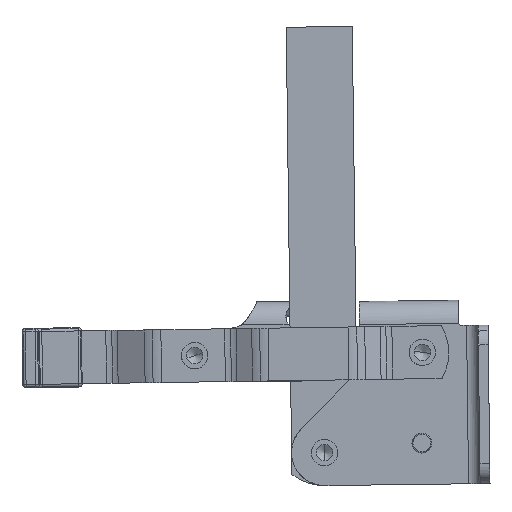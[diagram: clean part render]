
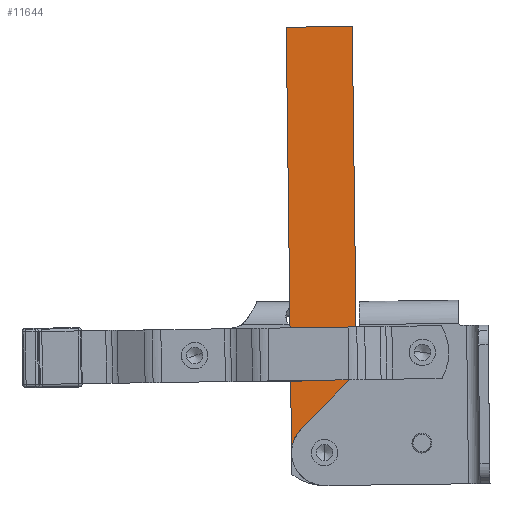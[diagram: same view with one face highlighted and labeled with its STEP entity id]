
A CAD part, front view. The second image highlights one B-rep face of the part: STEP entity #11644.
In plain terms, the highlighted planar face has unit normal (0, -1, 0).
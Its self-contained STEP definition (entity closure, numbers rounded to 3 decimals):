
#6160=CARTESIAN_POINT('',(-97.624,-57.014,-160.513));
#6161=VERTEX_POINT('',#6160);
#6177=CARTESIAN_POINT('',(-103.258,-57.014,-162.911));
#6178=VERTEX_POINT('',#6177);
#6185=CARTESIAN_POINT('',(-103.336,-57.014,-154.912));
#6186=DIRECTION('',(0.,1.0,0.));
#6187=DIRECTION('',(0.714,0.,-0.7));
#6188=AXIS2_PLACEMENT_3D('',#6185,#6186,#6187);
#6189=CIRCLE('',#6188,8.0);
#6190=EDGE_CURVE('',#6161,#6178,#6189,.T.);
#11125=CARTESIAN_POINT('',(-111.664,-57.014,-146.993));
#11126=VERTEX_POINT('',#11125);
#11133=CARTESIAN_POINT('',(-113.443,-57.014,-146.429));
#11134=VERTEX_POINT('',#11133);
#11135=CARTESIAN_POINT('',(-111.693,-57.014,-143.993));
#11136=DIRECTION('',(0.,-1.,0.));
#11137=DIRECTION('',(0.01,0.,-1.));
#11138=AXIS2_PLACEMENT_3D('',#11135,#11136,#11137);
#11139=CIRCLE('',#11138,3.0);
#11140=EDGE_CURVE('',#11134,#11126,#11139,.T.);
#11254=CARTESIAN_POINT('',(-103.414,-57.014,-146.912));
#11255=VERTEX_POINT('',#11254);
#11256=CARTESIAN_POINT('',(-103.336,-57.014,-154.912));
#11257=DIRECTION('',(0.,1.0,0.));
#11258=DIRECTION('',(0.714,0.,-0.7));
#11259=AXIS2_PLACEMENT_3D('',#11256,#11257,#11258);
#11260=CIRCLE('',#11259,8.0);
#11261=EDGE_CURVE('',#11255,#6161,#11260,.T.);
#11296=CARTESIAN_POINT('',(-113.236,-57.014,-163.009));
#11297=VERTEX_POINT('',#11296);
#11304=CARTESIAN_POINT('',(-103.258,-57.014,-162.911));
#11305=DIRECTION('',(-1.,0.,-0.01));
#11306=VECTOR('',#11305,9.978);
#11307=LINE('',#11304,#11306);
#11308=EDGE_CURVE('',#6178,#11297,#11307,.T.);
#11366=CARTESIAN_POINT('',(-111.664,-57.014,-146.993));
#11367=DIRECTION('',(1.,0.,0.01));
#11368=VECTOR('',#11367,8.25);
#11369=LINE('',#11366,#11368);
#11370=EDGE_CURVE('',#11126,#11255,#11369,.T.);
#11576=CARTESIAN_POINT('',(-103.708,-57.014,-125.164));
#11577=DIRECTION('',(0.0,-1.0,0.0));
#11578=DIRECTION('',(0.013,0.0,-1.));
#11579=AXIS2_PLACEMENT_3D('',#11576,#11577,#11578);
#11580=PLANE('',#11579);
#11581=ORIENTED_EDGE('',*,*,#11140,.T.);
#11582=ORIENTED_EDGE('',*,*,#11370,.T.);
#11583=ORIENTED_EDGE('',*,*,#11261,.T.);
#11584=ORIENTED_EDGE('',*,*,#6190,.T.);
#11585=ORIENTED_EDGE('',*,*,#11308,.T.);
#11586=CARTESIAN_POINT('',(-112.963,-57.014,-184.784));
#11587=VERTEX_POINT('',#11586);
#11588=CARTESIAN_POINT('',(-112.963,-57.014,-184.784));
#11589=DIRECTION('',(-0.013,0.,1.));
#11590=VECTOR('',#11589,21.777);
#11591=LINE('',#11588,#11590);
#11592=EDGE_CURVE('',#11587,#11297,#11591,.T.);
#11593=ORIENTED_EDGE('',*,*,#11592,.F.);
#11594=CARTESIAN_POINT('',(-110.123,-57.014,-177.677));
#11595=VERTEX_POINT('',#11594);
#11596=CARTESIAN_POINT('',(-102.964,-57.014,-184.659));
#11597=DIRECTION('',(0.,1.,0.));
#11598=DIRECTION('',(-0.716,0.,0.698));
#11599=AXIS2_PLACEMENT_3D('',#11596,#11597,#11598);
#11600=CIRCLE('',#11599,10.0);
#11601=EDGE_CURVE('',#11587,#11595,#11600,.T.);
#11602=ORIENTED_EDGE('',*,*,#11601,.T.);
#11603=CARTESIAN_POINT('',(-95.122,-57.014,-162.296));
#11604=VERTEX_POINT('',#11603);
#11605=CARTESIAN_POINT('',(-110.123,-57.014,-177.677));
#11606=DIRECTION('',(0.698,0.,0.716));
#11607=VECTOR('',#11606,21.485);
#11608=LINE('',#11605,#11607);
#11609=EDGE_CURVE('',#11595,#11604,#11608,.T.);
#11610=ORIENTED_EDGE('',*,*,#11609,.T.);
#11611=CARTESIAN_POINT('',(-93.276,-57.014,-159.663));
#11612=VERTEX_POINT('',#11611);
#11613=CARTESIAN_POINT('',(-102.281,-57.014,-155.314));
#11614=DIRECTION('',(0.,1.,0.));
#11615=DIRECTION('',(0.929,0.,-0.371));
#11616=AXIS2_PLACEMENT_3D('',#11613,#11614,#11615);
#11617=CIRCLE('',#11616,10.0);
#11618=EDGE_CURVE('',#11612,#11604,#11617,.T.);
#11619=ORIENTED_EDGE('',*,*,#11618,.F.);
#11620=CARTESIAN_POINT('',(-94.578,-57.014,-55.544));
#11621=VERTEX_POINT('',#11620);
#11622=CARTESIAN_POINT('',(-94.578,-57.014,-55.544));
#11623=DIRECTION('',(0.013,0.,-1.));
#11624=VECTOR('',#11623,104.126);
#11625=LINE('',#11622,#11624);
#11626=EDGE_CURVE('',#11621,#11612,#11625,.T.);
#11627=ORIENTED_EDGE('',*,*,#11626,.F.);
#11628=CARTESIAN_POINT('',(-114.576,-57.014,-55.794));
#11629=VERTEX_POINT('',#11628);
#11630=CARTESIAN_POINT('',(-114.576,-57.014,-55.794));
#11631=DIRECTION('',(1.,0.,0.013));
#11632=VECTOR('',#11631,20.);
#11633=LINE('',#11630,#11632);
#11634=EDGE_CURVE('',#11629,#11621,#11633,.T.);
#11635=ORIENTED_EDGE('',*,*,#11634,.F.);
#11636=CARTESIAN_POINT('',(-113.443,-57.014,-146.429));
#11637=DIRECTION('',(-0.013,0.,1.));
#11638=VECTOR('',#11637,90.642);
#11639=LINE('',#11636,#11638);
#11640=EDGE_CURVE('',#11134,#11629,#11639,.T.);
#11641=ORIENTED_EDGE('',*,*,#11640,.F.);
#11642=EDGE_LOOP('',(#11581,#11582,#11583,#11584,#11585,#11593,#11602,#11610,#11619,#11627,#11635,#11641));
#11643=FACE_OUTER_BOUND('',#11642,.T.);
#11644=ADVANCED_FACE('',(#11643),#11580,.T.);
